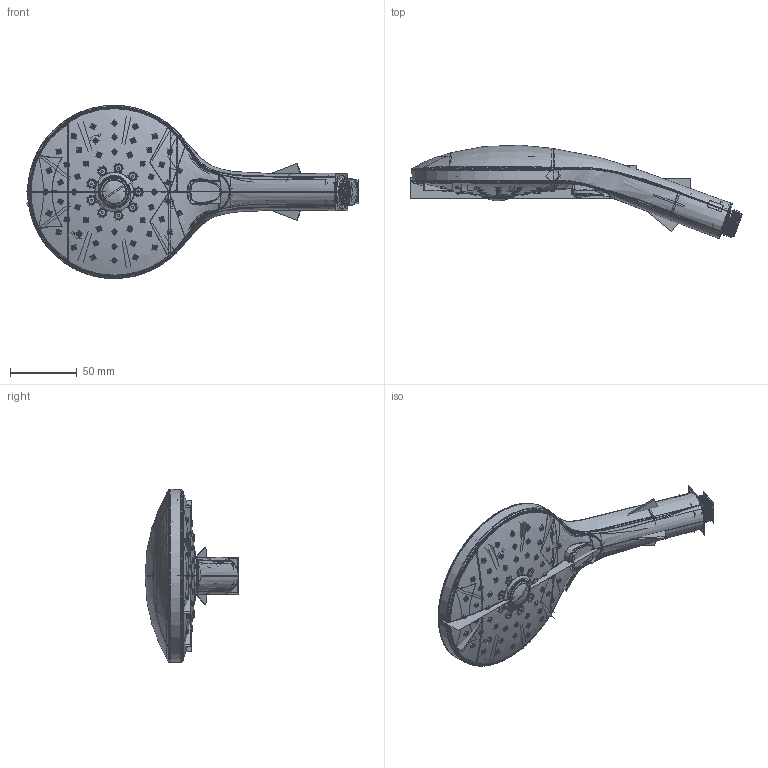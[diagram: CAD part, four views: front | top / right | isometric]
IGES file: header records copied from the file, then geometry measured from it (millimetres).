
Start section:  PTC IGES file: ffas9h11-000500bc0_3D.igs
Global section: file name: ffas9h11-000500bc0_3D.igs; native system: Creo Parametric by PTC Inc.; preprocessor: 2019224; author: 10114277; organization: Unknown; date: 20220325.140321; units: millimetre
Bounding box: 248.84 x 70.13 x 129.84 mm (x, y, z)
Surface area: 452035.9 mm2 (no closed solid volume)
Topology: 0 solids, 0 shells, 9032 faces, 132626 edges, 172696 vertices
Faces by surface type: bspline 5246, revolution 3698, extrusion 88
